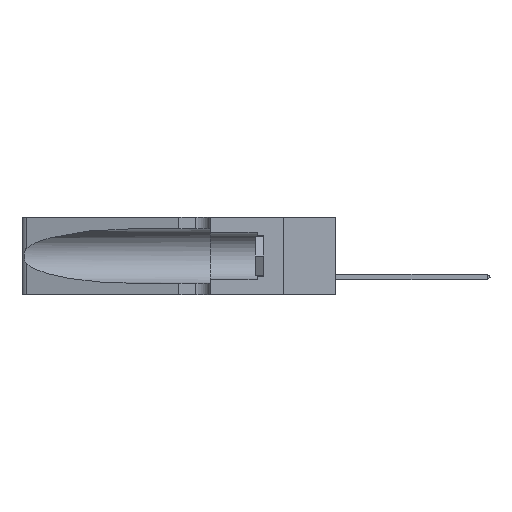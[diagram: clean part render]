
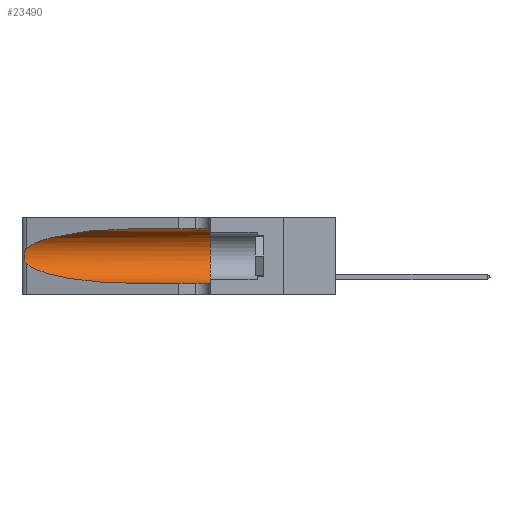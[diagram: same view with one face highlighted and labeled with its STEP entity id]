
A CAD part, left-side view. The second image highlights one B-rep face of the part: STEP entity #23490.
In plain terms, the highlighted cylindrical face has radius 3.308 mm (diameter 6.617 mm), a partial arc.
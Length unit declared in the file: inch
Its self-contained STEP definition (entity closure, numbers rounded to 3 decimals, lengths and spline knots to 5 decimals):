
#103 = CARTESIAN_POINT ( 'NONE',  ( 0.25787, 1.23484, 0.2124 ) ) ;
#183 = DIRECTION ( 'NONE',  ( 0., 0., -1. ) ) ;
#288 = EDGE_CURVE ( 'NONE', #22677, #18323, #21589, .T. ) ;
#1630 =( BOUNDED_CURVE ( )  B_SPLINE_CURVE ( 3, ( #10694, #15379, #7275, #6411 ),
 .UNSPECIFIED., .F., .F. ) 
 B_SPLINE_CURVE_WITH_KNOTS ( ( 4, 4 ),
 ( 1.5708, 2.84003 ),
 .UNSPECIFIED. ) 
 CURVE ( )  GEOMETRIC_REPRESENTATION_ITEM ( )  RATIONAL_B_SPLINE_CURVE ( ( 1., 0.87, 0.87, 1. ) ) 
 REPRESENTATION_ITEM ( '' )  );
#1771 = VERTEX_POINT ( 'NONE', #1799 ) ;
#1799 = CARTESIAN_POINT ( 'NONE',  ( 0.1305, 0.35, 0.31525 ) ) ;
#1989 = CARTESIAN_POINT ( 'NONE',  ( 0.1305, 1.61858, 0.185 ) ) ;
#2060 = CARTESIAN_POINT ( 'NONE',  ( 0.25555, 1.22994, 0.2215 ) ) ;
#2128 = CARTESIAN_POINT ( 'NONE',  ( 0.26018, 1.23835, 0.19895 ) ) ;
#2875 = DIRECTION ( 'NONE',  ( 0., 0., 1. ) ) ;
#3678 = CARTESIAN_POINT ( 'NONE',  ( 0.1305, 0.72297, 0.05475 ) ) ;
#3857 = CARTESIAN_POINT ( 'NONE',  ( 0.25555, 1.22993, 0.14849 ) ) ;
#4016 = CARTESIAN_POINT ( 'NONE',  ( 0.25856, 1.23593, 0.16098 ) ) ;
#4221 = ORIENTED_EDGE ( 'NONE', *, *, #6149, .T. ) ;
#4231 = CYLINDRICAL_SURFACE ( 'NONE', #16652, 0.13025 ) ;
#4666 = ORIENTED_EDGE ( 'NONE', *, *, #18174, .F. ) ;
#5281 = CARTESIAN_POINT ( 'NONE',  ( 0.25487, 1.22718, 0.14631 ) ) ;
#5440 = VERTEX_POINT ( 'NONE', #16412 ) ;
#5598 = CARTESIAN_POINT ( 'NONE',  ( 0.25639, 1.23184, 0.21858 ) ) ;
#6149 = EDGE_CURVE ( 'NONE', #14180, #5440, #17743, .T. ) ;
#6411 = CARTESIAN_POINT ( 'NONE',  ( 0.25487, 1.22718, 0.22369 ) ) ;
#6570 = CARTESIAN_POINT ( 'NONE',  ( 0.1305, 1.61858, 0.31525 ) ) ;
#7093 = VERTEX_POINT ( 'NONE', #12546 ) ;
#7275 = CARTESIAN_POINT ( 'NONE',  ( 0.2373, 1.15595, 0.28018 ) ) ;
#7460 = CARTESIAN_POINT ( 'NONE',  ( 0.25789, 1.23486, 0.15765 ) ) ;
#8720 = EDGE_CURVE ( 'NONE', #5440, #22677, #9206, .T. ) ;
#9206 =( BOUNDED_CURVE ( )  B_SPLINE_CURVE ( 3, ( #5281, #18148, #16779, #3678 ),
 .UNSPECIFIED., .F., .T. ) 
 B_SPLINE_CURVE_WITH_KNOTS ( ( 4, 4 ),
 ( 3.44316, 4.71239 ),
 .UNSPECIFIED. ) 
 CURVE ( )  GEOMETRIC_REPRESENTATION_ITEM ( )  RATIONAL_B_SPLINE_CURVE ( ( 1., 0.87, 0.87, 1. ) ) 
 REPRESENTATION_ITEM ( '' )  );
#9826 = CARTESIAN_POINT ( 'NONE',  ( 0.25487, 1.22718, 0.22369 ) ) ;
#10468 = DIRECTION ( 'NONE',  ( 0., -1., 0. ) ) ;
#10694 = CARTESIAN_POINT ( 'NONE',  ( 0.1305, 0.72297, 0.31525 ) ) ;
#11278 = DIRECTION ( 'NONE',  ( 0., -1., 0. ) ) ;
#11461 = CARTESIAN_POINT ( 'NONE',  ( 0.1305, 1.61858, 0.05475 ) ) ;
#12546 = CARTESIAN_POINT ( 'NONE',  ( 0.1305, 0.72297, 0.31525 ) ) ;
#13035 = CARTESIAN_POINT ( 'NONE',  ( 0.26017, 1.23833, 0.17102 ) ) ;
#13069 = DIRECTION ( 'NONE',  ( 0., -1., 0. ) ) ;
#13709 = CARTESIAN_POINT ( 'NONE',  ( 0.1305, 0.35, 0.05475 ) ) ;
#13907 = DIRECTION ( 'NONE',  ( 0., 1., 0. ) ) ;
#14180 = VERTEX_POINT ( 'NONE', #9826 ) ;
#14192 = EDGE_CURVE ( 'NONE', #7093, #14180, #1630, .T. ) ;
#14811 = EDGE_CURVE ( 'NONE', #1771, #18323, #19388, .T. ) ;
#14867 = CARTESIAN_POINT ( 'NONE',  ( 0.25487, 1.22718, 0.22369 ) ) ;
#14958 = CARTESIAN_POINT ( 'NONE',  ( 0.25854, 1.2359, 0.20912 ) ) ;
#15379 = CARTESIAN_POINT ( 'NONE',  ( 0.18966, 0.96281, 0.31525 ) ) ;
#15935 = AXIS2_PLACEMENT_3D ( 'NONE', #23076, #13907, #2875 ) ;
#16412 = CARTESIAN_POINT ( 'NONE',  ( 0.25487, 1.22718, 0.14631 ) ) ;
#16652 = AXIS2_PLACEMENT_3D ( 'NONE', #1989, #11278, #183 ) ;
#16718 = CARTESIAN_POINT ( 'NONE',  ( 0.25487, 1.22718, 0.14631 ) ) ;
#16779 = CARTESIAN_POINT ( 'NONE',  ( 0.18966, 0.96281, 0.05475 ) ) ;
#16873 = CARTESIAN_POINT ( 'NONE',  ( 0.25639, 1.23186, 0.15144 ) ) ;
#16951 = LINE ( 'NONE', #6570, #23603 ) ;
#17721 = ORIENTED_EDGE ( 'NONE', *, *, #14811, .F. ) ;
#17743 = B_SPLINE_CURVE_WITH_KNOTS ( 'NONE', 3,
 ( #14867, #2060, #5598, #103, #14958, #2128, #20499, #22333, #13035, #4016, #7460, #16873, #3857, #16718 ),
 .UNSPECIFIED., .F., .F.,
 ( 4, 2, 2, 2, 2, 2, 4 ),
 ( 0., 0.00027, 0.00053, 0.00107, 0.0016, 0.00187, 0.00214 ),
 .UNSPECIFIED. ) ;
#17902 = CARTESIAN_POINT ( 'NONE',  ( 0.1305, 0.72297, 0.05475 ) ) ;
#17952 = EDGE_LOOP ( 'NONE', ( #20366, #4221, #18117, #22987, #17721, #4666 ) ) ;
#18117 = ORIENTED_EDGE ( 'NONE', *, *, #8720, .T. ) ;
#18148 = CARTESIAN_POINT ( 'NONE',  ( 0.2373, 1.15595, 0.08982 ) ) ;
#18174 = EDGE_CURVE ( 'NONE', #7093, #1771, #16951, .T. ) ;
#18323 = VERTEX_POINT ( 'NONE', #13709 ) ;
#19388 = CIRCLE ( 'NONE', #15935, 0.13025 ) ;
#20157 = VECTOR ( 'NONE', #13069, 39.37008 ) ;
#20366 = ORIENTED_EDGE ( 'NONE', *, *, #14192, .T. ) ;
#20499 = CARTESIAN_POINT ( 'NONE',  ( 0.26075, 1.23896, 0.19203 ) ) ;
#21589 = LINE ( 'NONE', #11461, #20157 ) ;
#22333 = CARTESIAN_POINT ( 'NONE',  ( 0.26075, 1.23896, 0.178 ) ) ;
#22642 = FACE_OUTER_BOUND ( 'NONE', #17952, .T. ) ;
#22677 = VERTEX_POINT ( 'NONE', #17902 ) ;
#22987 = ORIENTED_EDGE ( 'NONE', *, *, #288, .T. ) ;
#23076 = CARTESIAN_POINT ( 'NONE',  ( 0.1305, 0.35, 0.185 ) ) ;
#23490 = ADVANCED_FACE ( 'NONE', ( #22642 ), #4231, .F. ) ;
#23603 = VECTOR ( 'NONE', #10468, 39.37008 ) ;
